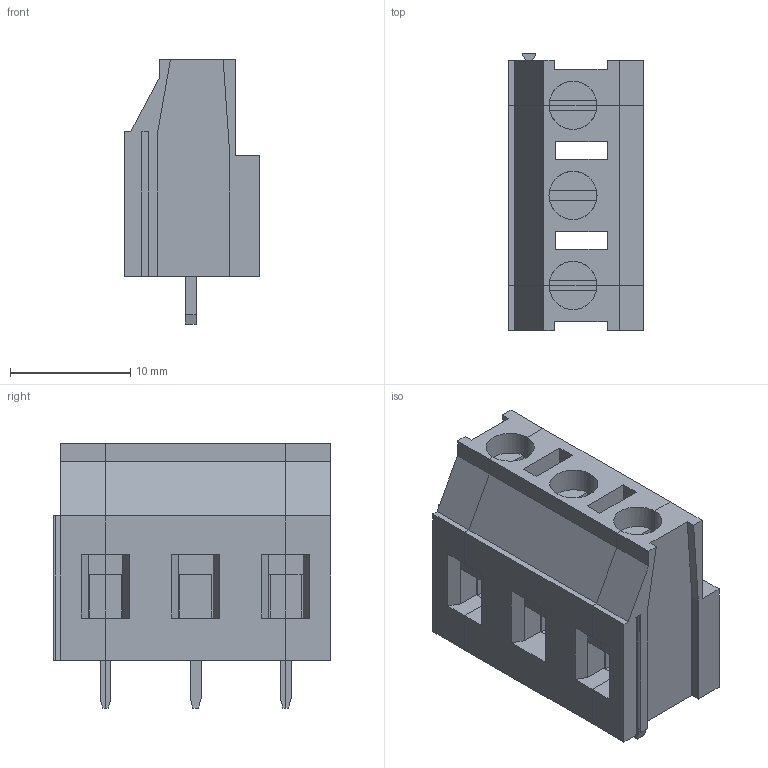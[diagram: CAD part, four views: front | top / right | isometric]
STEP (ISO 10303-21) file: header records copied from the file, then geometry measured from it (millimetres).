
FILE_DESCRIPTION( ( 'Unknown' ), '1' );
FILE_NAME( '691253910003.stp', 'Unknown', ( 'Unknown' ), ( 'Unknown' ), 'PSStep 17.0.49', 'Unknown', ' ' );
FILE_SCHEMA( ( 'AUTOMOTIVE_DESIGN { 1 0 10303 214 1 1 1 1 }' ) );
Length unit declared in the file: millimetre
Products named in the file (4): Assem1; MRT5P7.5_SX; MRT5P7.5_DX; MRT5P7.5_CNT
Assembly tree (3 placements, depth 2):
  Assem1
    MRT5P7.5_SX
    MRT5P7.5_DX
    MRT5P7.5_CNT
Bounding box: 11.2 x 23.1 x 22 mm (x, y, z)
Volume: 3003.1 mm3; surface area: 3306.4 mm2
Topology: 3 solids, 3 shells, 185 faces, 522 edges, 346 vertices
Faces by surface type: plane 176, cylinder 9
Full cylindrical faces by diameter (mm): 4 x1
Entity records: 7421 total; most frequent: CARTESIAN_POINT 1054, ORIENTED_EDGE 1040, DIRECTION 927, EDGE_CURVE 520, LINE 491, VECTOR 491, VERTEX_POINT 345, AXIS2_PLACEMENT_3D 218
